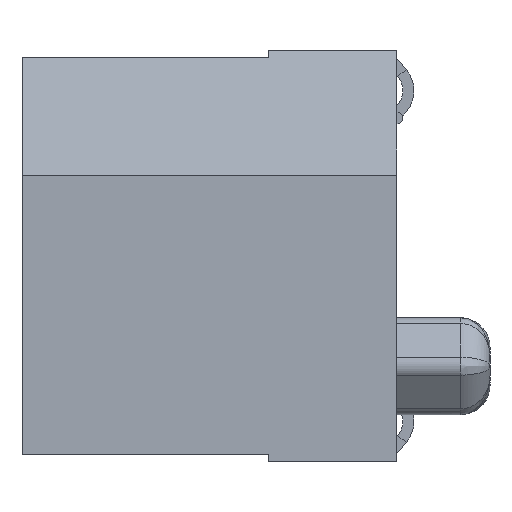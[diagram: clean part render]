
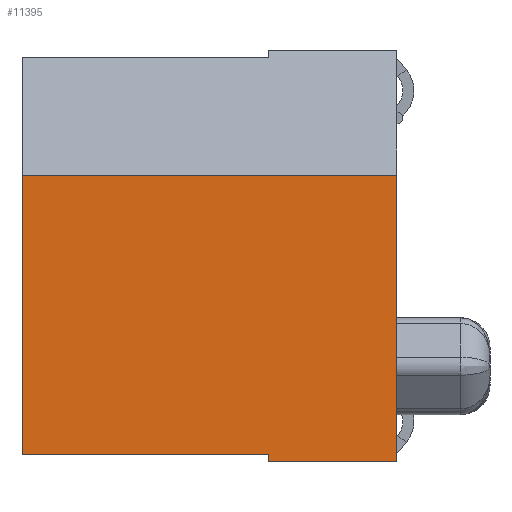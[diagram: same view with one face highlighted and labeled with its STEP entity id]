
A CAD part, left-side view. The second image highlights one B-rep face of the part: STEP entity #11395.
In plain terms, the highlighted planar face has unit normal (-1, 0, 0).
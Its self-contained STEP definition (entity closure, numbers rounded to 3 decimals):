
#348 = VERTEX_POINT ( 'NONE', #16071 ) ;
#399 = EDGE_CURVE ( 'NONE', #348, #18583, #16061, .T. ) ;
#2009 = CARTESIAN_POINT ( 'NONE',  ( -11., -1.75, 1.1 ) ) ;
#3516 = EDGE_CURVE ( 'NONE', #23375, #3518, #16813, .T. ) ;
#3518 = VERTEX_POINT ( 'NONE', #16809 ) ;
#7511 = DIRECTION ( 'NONE',  ( 0., -1., 0. ) ) ;
#7512 = VECTOR ( 'NONE', #7511, 1000. ) ;
#7513 = CARTESIAN_POINT ( 'NONE',  ( -11., 3.35, 1.1 ) ) ;
#7514 = LINE ( 'NONE', #7513, #7512 ) ;
#7547 = DIRECTION ( 'NONE',  ( 0., 0., -1. ) ) ;
#7548 = DIRECTION ( 'NONE',  ( 1., 0., 0. ) ) ;
#7558 = PLANE ( 'NONE',  #7590 ) ;
#7561 = FACE_OUTER_BOUND ( 'NONE', #11396, .T. ) ;
#7589 = CARTESIAN_POINT ( 'NONE',  ( -11., 3.35, -2.8 ) ) ;
#7590 = AXIS2_PLACEMENT_3D ( 'NONE', #7589, #7548, #7547 ) ;
#7721 = LINE ( 'NONE', #7765, #7764 ) ;
#7763 = DIRECTION ( 'NONE',  ( 0., 0., 1. ) ) ;
#7764 = VECTOR ( 'NONE', #7763, 1000. ) ;
#7765 = CARTESIAN_POINT ( 'NONE',  ( -11., 0., -2.8 ) ) ;
#7834 = EDGE_CURVE ( 'NONE', #3518, #20764, #17550, .T. ) ;
#9117 = VERTEX_POINT ( 'NONE', #23967 ) ;
#10372 = DIRECTION ( 'NONE',  ( 0., 0., 1. ) ) ;
#10373 = VECTOR ( 'NONE', #10372, 1000. ) ;
#10374 = CARTESIAN_POINT ( 'NONE',  ( -11., 3.35, -2.8 ) ) ;
#10375 = LINE ( 'NONE', #10374, #10373 ) ;
#11383 = EDGE_CURVE ( 'NONE', #9117, #23375, #7514, .T. ) ;
#11392 = ORIENTED_EDGE ( 'NONE', *, *, #3516, .F. ) ;
#11395 = ADVANCED_FACE ( 'NONE', ( #7561 ), #7558, .F. ) ;
#11396 = EDGE_LOOP ( 'NONE', ( #11392, #11440, #12058, #12425, #12424, #12575 ) ) ;
#11440 = ORIENTED_EDGE ( 'NONE', *, *, #11383, .F. ) ;
#12058 = ORIENTED_EDGE ( 'NONE', *, *, #15615, .F. ) ;
#12059 = EDGE_CURVE ( 'NONE', #20764, #18583, #7721, .T. ) ;
#12422 = CARTESIAN_POINT ( 'NONE',  ( -11., 0., -2.7 ) ) ;
#12424 = ORIENTED_EDGE ( 'NONE', *, *, #12059, .F. ) ;
#12425 = ORIENTED_EDGE ( 'NONE', *, *, #399, .T. ) ;
#12575 = ORIENTED_EDGE ( 'NONE', *, *, #7834, .F. ) ;
#15615 = EDGE_CURVE ( 'NONE', #348, #9117, #10375, .T. ) ;
#16058 = DIRECTION ( 'NONE',  ( 0., -1., 0. ) ) ;
#16059 = VECTOR ( 'NONE', #16058, 1000. ) ;
#16060 = CARTESIAN_POINT ( 'NONE',  ( -11., 3.35, -2.7 ) ) ;
#16061 = LINE ( 'NONE', #16060, #16059 ) ;
#16071 = CARTESIAN_POINT ( 'NONE',  ( -11., 3.35, -2.7 ) ) ;
#16809 = CARTESIAN_POINT ( 'NONE',  ( -11., -1.75, -2.8 ) ) ;
#16810 = DIRECTION ( 'NONE',  ( 0., 0., -1. ) ) ;
#16811 = VECTOR ( 'NONE', #16810, 1000. ) ;
#16812 = CARTESIAN_POINT ( 'NONE',  ( -11., -1.75, 2.8 ) ) ;
#16813 = LINE ( 'NONE', #16812, #16811 ) ;
#17550 = LINE ( 'NONE', #17607, #17599 ) ;
#17599 = VECTOR ( 'NONE', #17606, 1000. ) ;
#17606 = DIRECTION ( 'NONE',  ( 0., 1., 0. ) ) ;
#17607 = CARTESIAN_POINT ( 'NONE',  ( -11., -1.75, -2.8 ) ) ;
#18583 = VERTEX_POINT ( 'NONE', #12422 ) ;
#20764 = VERTEX_POINT ( 'NONE', #25374 ) ;
#23375 = VERTEX_POINT ( 'NONE', #2009 ) ;
#23967 = CARTESIAN_POINT ( 'NONE',  ( -11., 3.35, 1.1 ) ) ;
#25374 = CARTESIAN_POINT ( 'NONE',  ( -11., 0., -2.8 ) ) ;
